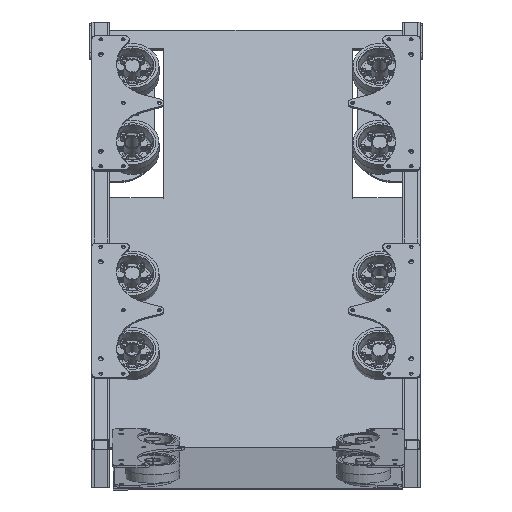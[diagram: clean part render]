
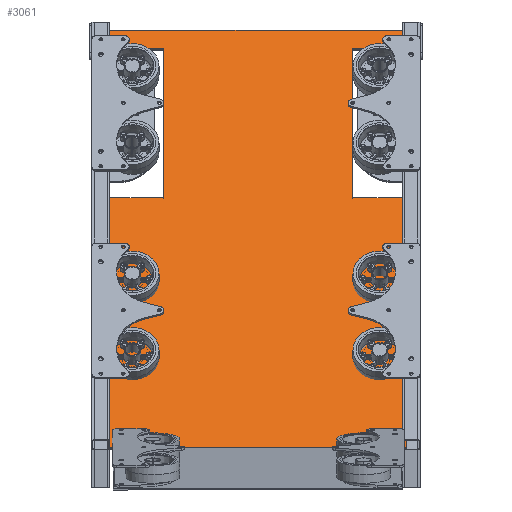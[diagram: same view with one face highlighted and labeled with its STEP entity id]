
A CAD part, front view. The second image highlights one B-rep face of the part: STEP entity #3061.
In plain terms, the highlighted face is planar.
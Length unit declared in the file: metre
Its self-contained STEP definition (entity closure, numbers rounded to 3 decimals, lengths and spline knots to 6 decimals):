
#3061=ADVANCED_FACE('0:86957',(#5836),#5837,.F.);
#5836=FACE_OUTER_BOUND('',#16647,.T.);
#5837=PLANE('',#16648);
#16647=EDGE_LOOP('',(#21995,#21996,#21997,#21998,#21999,#22000,#22001,#22002,#22003,#22004,#22005,#22006));
#16648=AXIS2_PLACEMENT_3D('',#22007,#22008,#22009);
#21995=ORIENTED_EDGE('',*,*,#24378,.T.);
#21996=ORIENTED_EDGE('',*,*,#24379,.F.);
#21997=ORIENTED_EDGE('',*,*,#24380,.F.);
#21998=ORIENTED_EDGE('',*,*,#24381,.F.);
#21999=ORIENTED_EDGE('',*,*,#24382,.T.);
#22000=ORIENTED_EDGE('',*,*,#24383,.T.);
#22001=ORIENTED_EDGE('',*,*,#24370,.T.);
#22002=ORIENTED_EDGE('',*,*,#24365,.F.);
#22003=ORIENTED_EDGE('',*,*,#24374,.F.);
#22004=ORIENTED_EDGE('',*,*,#24384,.F.);
#22005=ORIENTED_EDGE('',*,*,#24385,.T.);
#22006=ORIENTED_EDGE('',*,*,#24386,.T.);
#22007=CARTESIAN_POINT('',(0.424931,0.022901,0.0));
#22008=DIRECTION('',(0.0,0.0,1.0));
#22009=DIRECTION('',(1.0,0.0,0.0));
#24365=EDGE_CURVE('0:87020',#27632,#27633,#27634,.T.);
#24370=EDGE_CURVE('0:87026',#27641,#27633,#27642,.T.);
#24374=EDGE_CURVE('0:87014',#27647,#27632,#27648,.T.);
#24378=EDGE_CURVE('0:87077',#27653,#27654,#27655,.T.);
#24379=EDGE_CURVE('0:87008',#27656,#27654,#27657,.T.);
#24380=EDGE_CURVE('0:87005',#27658,#27656,#27659,.T.);
#24381=EDGE_CURVE('0:86999',#27660,#27658,#27661,.T.);
#24382=EDGE_CURVE('0:87041',#27660,#27662,#27663,.T.);
#24383=EDGE_CURVE('0:87032',#27662,#27641,#27664,.T.);
#24384=EDGE_CURVE('0:87047',#27665,#27647,#27666,.T.);
#24385=EDGE_CURVE('0:87089',#27665,#27667,#27668,.T.);
#24386=EDGE_CURVE('0:87098',#27667,#27653,#27669,.T.);
#27632=VERTEX_POINT('',#36397);
#27633=VERTEX_POINT('',#36398);
#27634=LINE('',#36399,#36400);
#27641=VERTEX_POINT('',#36410);
#27642=LINE('',#36411,#36412);
#27647=VERTEX_POINT('',#36419);
#27648=LINE('',#36420,#36421);
#27653=VERTEX_POINT('',#36428);
#27654=VERTEX_POINT('',#36429);
#27655=LINE('',#36430,#36431);
#27656=VERTEX_POINT('',#36432);
#27657=LINE('',#36433,#36434);
#27658=VERTEX_POINT('',#36435);
#27659=LINE('',#36436,#36437);
#27660=VERTEX_POINT('',#36438);
#27661=LINE('',#36439,#36440);
#27662=VERTEX_POINT('',#36441);
#27663=LINE('',#36442,#36443);
#27664=LINE('',#36444,#36445);
#27665=VERTEX_POINT('',#36446);
#27666=LINE('',#36447,#36448);
#27667=VERTEX_POINT('',#36449);
#27668=LINE('',#36450,#36451);
#27669=LINE('',#36452,#36453);
#36397=CARTESIAN_POINT('',(0.634481,-0.332699,0.0));
#36398=CARTESIAN_POINT('',(0.634481,0.092751,0.0));
#36399=CARTESIAN_POINT('',(0.634481,-0.332699,0.0));
#36400=VECTOR('',#39257,1.0);
#36410=CARTESIAN_POINT('',(0.558281,0.092751,0.0));
#36411=CARTESIAN_POINT('',(0.558281,0.092751,0.0));
#36412=VECTOR('',#39261,1.0);
#36419=CARTESIAN_POINT('',(0.215381,-0.332699,0.0));
#36420=CARTESIAN_POINT('',(0.215381,-0.332699,0.0));
#36421=VECTOR('',#39264,1.0);
#36428=CARTESIAN_POINT('',(0.291581,0.346751,0.0));
#36429=CARTESIAN_POINT('',(0.215381,0.346751,0.0));
#36430=CARTESIAN_POINT('',(0.358256,0.346751,0.0));
#36431=VECTOR('',#39267,1.0);
#36432=CARTESIAN_POINT('',(0.215381,0.378501,0.0));
#36433=CARTESIAN_POINT('',(0.215381,0.378501,0.0));
#36434=VECTOR('',#39268,1.0);
#36435=CARTESIAN_POINT('',(0.634481,0.378501,0.0));
#36436=CARTESIAN_POINT('',(0.634481,0.378501,0.0));
#36437=VECTOR('',#39269,1.0);
#36438=CARTESIAN_POINT('',(0.634481,0.346751,0.0));
#36439=CARTESIAN_POINT('',(0.634481,0.346751,0.0));
#36440=VECTOR('',#39270,1.0);
#36441=CARTESIAN_POINT('',(0.558281,0.346751,0.0));
#36442=CARTESIAN_POINT('',(0.634481,0.346751,0.0));
#36443=VECTOR('',#39271,1.0);
#36444=CARTESIAN_POINT('',(0.558281,0.346751,0.0));
#36445=VECTOR('',#39272,1.0);
#36446=CARTESIAN_POINT('',(0.215381,0.092751,0.0));
#36447=CARTESIAN_POINT('',(0.215381,0.378501,0.0));
#36448=VECTOR('',#39273,1.0);
#36449=CARTESIAN_POINT('',(0.291581,0.092751,0.0));
#36450=CARTESIAN_POINT('',(0.320156,0.092751,0.0));
#36451=VECTOR('',#39274,1.0);
#36452=CARTESIAN_POINT('',(0.291581,0.057826,0.0));
#36453=VECTOR('',#39275,1.0);
#39257=DIRECTION('',(0.0,1.0,0.0));
#39261=DIRECTION('',(1.0,0.0,0.0));
#39264=DIRECTION('',(1.0,0.0,0.0));
#39267=DIRECTION('',(-1.0,0.0,0.0));
#39268=DIRECTION('',(0.0,-1.0,0.0));
#39269=DIRECTION('',(-1.0,0.0,0.0));
#39270=DIRECTION('',(0.0,1.0,0.0));
#39271=DIRECTION('',(-1.0,0.0,0.0));
#39272=DIRECTION('',(0.0,-1.0,0.0));
#39273=DIRECTION('',(0.0,-1.0,0.0));
#39274=DIRECTION('',(1.0,0.0,0.0));
#39275=DIRECTION('',(0.0,1.0,0.0));
